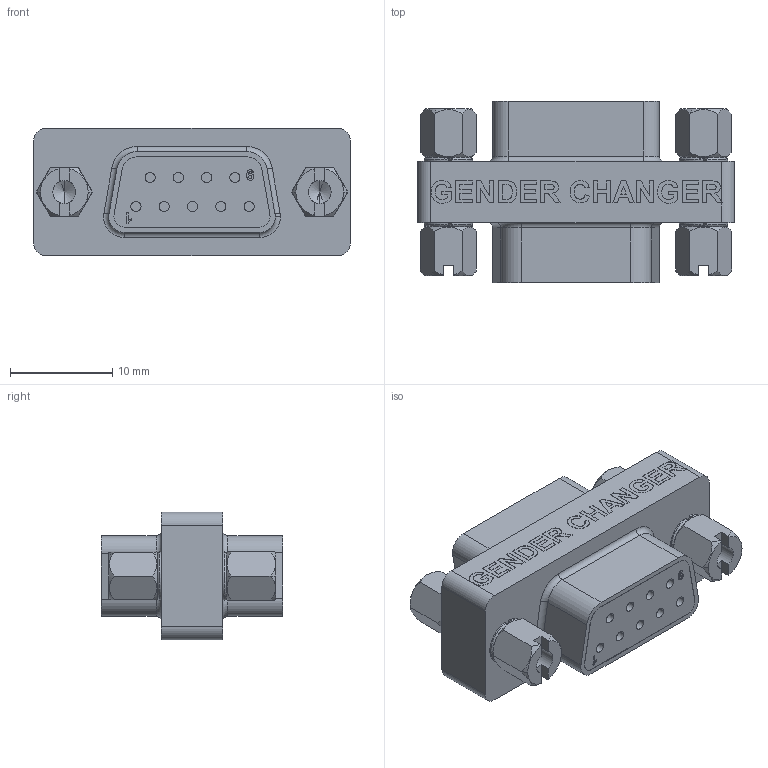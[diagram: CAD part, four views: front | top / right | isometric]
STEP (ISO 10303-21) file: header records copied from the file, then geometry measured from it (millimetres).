
FILE_DESCRIPTION (( 'STEP AP214' ), '1' );
FILE_NAME ('DGB9F.STEP', '2015-04-08T15:54:55', ( 'x' ), ( '' ), 'SwSTEP 2.0', 'SolidWorks 2014', '' );
FILE_SCHEMA (( 'AUTOMOTIVE_DESIGN' ));
Length unit declared in the file: inch
Products named in the file (5): 3AA06-001; 3AA05-002; SD9S_with RADIUSED EDGE; DGB9F-MA1_GENDER CHANGER; DGB9F
Assembly tree (7 placements, depth 2):
  DGB9F
    DGB9F-MA1_GENDER CHANGER
    SD9S_with RADIUSED EDGE  x2
    3AA05-002  x2
    3AA06-001  x2
Bounding box: 31 x 17.79 x 12.5 mm (x, y, z)
Volume: 3899.2 mm3; surface area: 3517.5 mm2
Topology: 7 solids, 7 shells, 659 faces, 1687 edges, 1078 vertices
Faces by surface type: plane 308, cylinder 128, bspline 121, cone 60, torus 22, sphere 20
Entity records: 25722 total; most frequent: CARTESIAN_POINT 8385, ORIENTED_EDGE 2630, DIRECTION 2137, EDGE_CURVE 1315, VERTEX_POINT 852, VECTOR 849, LINE 849, AXIS2_PLACEMENT_3D 644
